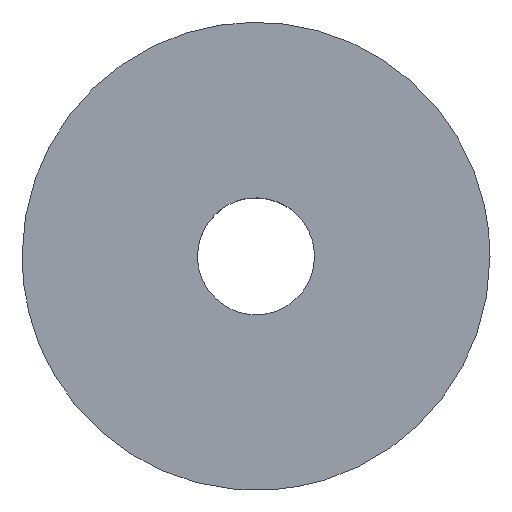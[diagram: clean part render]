
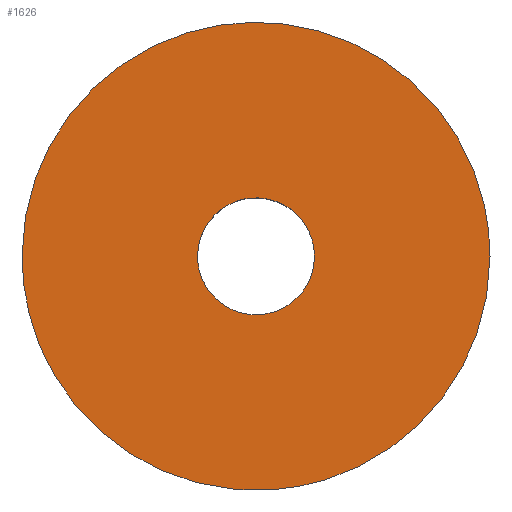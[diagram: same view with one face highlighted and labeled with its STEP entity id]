
A CAD part, top view. The second image highlights one B-rep face of the part: STEP entity #1626.
In plain terms, the highlighted free-form (B-spline) face has degree [1, 1] with [2, 2] control points.
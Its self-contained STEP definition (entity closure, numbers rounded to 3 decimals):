
#515=CARTESIAN_POINT('',(-0.177,1.49,6.0));
#516=VERTEX_POINT('',#515);
#517=CARTESIAN_POINT('',(1.5,0.0,6.0));
#518=VERTEX_POINT('',#517);
#519=CARTESIAN_POINT('',(-0.177,1.49,6.));
#520=CARTESIAN_POINT('',(-0.089,1.5,6.));
#521=CARTESIAN_POINT('',(0.0,1.5,6.0));
#522=CARTESIAN_POINT('',(1.5,1.5,6.0));
#523=CARTESIAN_POINT('',(1.5,0.0,6.0));
#531=(BOUNDED_CURVE()B_SPLINE_CURVE(2,(#519,#520,#521,#522,#523),.UNSPECIFIED.,.F.,.U.)B_SPLINE_CURVE_WITH_KNOTS((3,2,3),(0.23,0.25,0.5),.UNSPECIFIED.)CURVE()GEOMETRIC_REPRESENTATION_ITEM()RATIONAL_B_SPLINE_CURVE((0.956,0.976,1.0,0.707,1.0))REPRESENTATION_ITEM(''));
#532=EDGE_CURVE('',#516,#518,#531,.T.);
#573=CARTESIAN_POINT('',(0.092,-1.497,6.0));
#574=VERTEX_POINT('',#573);
#580=CARTESIAN_POINT('',(1.5,0.0,6.0));
#581=CARTESIAN_POINT('',(1.5,-1.411,6.));
#582=CARTESIAN_POINT('',(0.092,-1.497,6.0));
#590=(BOUNDED_CURVE()B_SPLINE_CURVE(2,(#580,#581,#582),.UNSPECIFIED.,.F.,.U.)B_SPLINE_CURVE_WITH_KNOTS((3,3),(0.5,0.739),.UNSPECIFIED.)CURVE()GEOMETRIC_REPRESENTATION_ITEM()RATIONAL_B_SPLINE_CURVE((1.0,0.72,0.976))REPRESENTATION_ITEM(''));
#591=EDGE_CURVE('',#518,#574,#590,.T.);
#614=CARTESIAN_POINT('',(-1.5,0.0,6.0));
#615=VERTEX_POINT('',#614);
#616=CARTESIAN_POINT('',(-1.5,0.0,6.0));
#617=CARTESIAN_POINT('',(-1.5,1.332,6.));
#618=CARTESIAN_POINT('',(-0.177,1.49,6.));
#626=(BOUNDED_CURVE()B_SPLINE_CURVE(2,(#616,#617,#618),.UNSPECIFIED.,.F.,.U.)B_SPLINE_CURVE_WITH_KNOTS((3,3),(0.0,0.23),.UNSPECIFIED.)CURVE()GEOMETRIC_REPRESENTATION_ITEM()RATIONAL_B_SPLINE_CURVE((1.0,0.731,0.956))REPRESENTATION_ITEM(''));
#627=EDGE_CURVE('',#615,#516,#626,.T.);
#629=CARTESIAN_POINT('',(0.092,-1.497,6.));
#630=CARTESIAN_POINT('',(0.046,-1.5,6.));
#631=CARTESIAN_POINT('',(0.0,-1.5,6.0));
#632=CARTESIAN_POINT('',(-1.5,-1.5,6.0));
#633=CARTESIAN_POINT('',(-1.5,0.0,6.0));
#641=(BOUNDED_CURVE()B_SPLINE_CURVE(2,(#629,#630,#631,#632,#633),.UNSPECIFIED.,.F.,.U.)B_SPLINE_CURVE_WITH_KNOTS((3,2,3),(0.739,0.75,1.0),.UNSPECIFIED.)CURVE()GEOMETRIC_REPRESENTATION_ITEM()RATIONAL_B_SPLINE_CURVE((0.976,0.988,1.0,0.707,1.0))REPRESENTATION_ITEM(''));
#642=EDGE_CURVE('',#574,#615,#641,.T.);
#1270=CARTESIAN_POINT('',(0.471,-5.982,6.));
#1271=VERTEX_POINT('',#1270);
#1277=CARTESIAN_POINT('',(-5.579,-2.207,6.));
#1278=VERTEX_POINT('',#1277);
#1279=CARTESIAN_POINT('',(0.471,-5.982,6.));
#1280=CARTESIAN_POINT('',(0.236,-6.,6.));
#1281=CARTESIAN_POINT('',(0.,-6.,6.));
#1282=CARTESIAN_POINT('',(-4.079,-6.,6.));
#1283=CARTESIAN_POINT('',(-5.579,-2.207,6.));
#1291=(BOUNDED_CURVE()B_SPLINE_CURVE(2,(#1279,#1280,#1281,#1282,#1283),.UNSPECIFIED.,.F.,.U.)B_SPLINE_CURVE_WITH_KNOTS((3,2,3),(0.736,0.75,0.938),.UNSPECIFIED.)CURVE()GEOMETRIC_REPRESENTATION_ITEM()RATIONAL_B_SPLINE_CURVE((0.97,0.984,1.0,0.78,0.89))REPRESENTATION_ITEM(''));
#1292=EDGE_CURVE('',#1271,#1278,#1291,.T.);
#1344=CARTESIAN_POINT('',(-6.0,0.0,6.0));
#1345=VERTEX_POINT('',#1344);
#1346=CARTESIAN_POINT('',(-5.579,-2.207,6.));
#1347=CARTESIAN_POINT('',(-6.,-1.144,6.));
#1348=CARTESIAN_POINT('',(-6.0,0.0,6.0));
#1356=(BOUNDED_CURVE()B_SPLINE_CURVE(2,(#1346,#1347,#1348),.UNSPECIFIED.,.F.,.U.)B_SPLINE_CURVE_WITH_KNOTS((3,3),(0.938,1.0),.UNSPECIFIED.)CURVE()GEOMETRIC_REPRESENTATION_ITEM()RATIONAL_B_SPLINE_CURVE((0.89,0.927,1.0))REPRESENTATION_ITEM(''));
#1357=EDGE_CURVE('',#1278,#1345,#1356,.T.);
#1359=CARTESIAN_POINT('',(6.0,0.0,6.0));
#1360=VERTEX_POINT('',#1359);
#1361=CARTESIAN_POINT('',(-6.0,0.0,6.0));
#1362=CARTESIAN_POINT('',(-6.0,6.0,6.0));
#1363=CARTESIAN_POINT('',(0.0,6.0,6.0));
#1364=CARTESIAN_POINT('',(6.0,6.0,6.0));
#1365=CARTESIAN_POINT('',(6.0,0.0,6.0));
#1373=(BOUNDED_CURVE()B_SPLINE_CURVE(2,(#1361,#1362,#1363,#1364,#1365),.UNSPECIFIED.,.F.,.U.)B_SPLINE_CURVE_WITH_KNOTS((3,2,3),(0.0,0.25,0.5),.UNSPECIFIED.)CURVE()GEOMETRIC_REPRESENTATION_ITEM()RATIONAL_B_SPLINE_CURVE((1.0,0.707,1.0,0.707,1.0))REPRESENTATION_ITEM(''));
#1374=EDGE_CURVE('',#1345,#1360,#1373,.T.);
#1376=CARTESIAN_POINT('',(6.0,0.0,6.0));
#1377=CARTESIAN_POINT('',(6.,-5.546,6.));
#1378=CARTESIAN_POINT('',(0.471,-5.982,6.));
#1386=(BOUNDED_CURVE()B_SPLINE_CURVE(2,(#1376,#1377,#1378),.UNSPECIFIED.,.F.,.U.)B_SPLINE_CURVE_WITH_KNOTS((3,3),(0.5,0.736),.UNSPECIFIED.)CURVE()GEOMETRIC_REPRESENTATION_ITEM()RATIONAL_B_SPLINE_CURVE((1.0,0.723,0.97))REPRESENTATION_ITEM(''));
#1387=EDGE_CURVE('',#1360,#1271,#1386,.T.);
#1609=CARTESIAN_POINT('',(6.599,-6.599,6.0));
#1610=CARTESIAN_POINT('',(-6.599,-6.599,6.0));
#1611=CARTESIAN_POINT('',(6.599,6.599,6.0));
#1612=CARTESIAN_POINT('',(-6.599,6.599,6.0));
#1613=B_SPLINE_SURFACE_WITH_KNOTS('',1,1,((#1609,#1611),(#1610,#1612)),.UNSPECIFIED.,.F.,.F.,.U.,(2,2),(2,2),(0.0,13.199),(0.0,13.199),.UNSPECIFIED.);
#1614=ORIENTED_EDGE('',*,*,#1357,.F.);
#1615=ORIENTED_EDGE('',*,*,#1292,.F.);
#1616=ORIENTED_EDGE('',*,*,#1387,.F.);
#1617=ORIENTED_EDGE('',*,*,#1374,.F.);
#1618=EDGE_LOOP('',(#1614,#1615,#1616,#1617));
#1619=FACE_OUTER_BOUND('',#1618,.T.);
#1620=ORIENTED_EDGE('',*,*,#591,.T.);
#1621=ORIENTED_EDGE('',*,*,#642,.T.);
#1622=ORIENTED_EDGE('',*,*,#627,.T.);
#1623=ORIENTED_EDGE('',*,*,#532,.T.);
#1624=EDGE_LOOP('',(#1620,#1621,#1622,#1623));
#1625=FACE_BOUND('',#1624,.T.);
#1626=ADVANCED_FACE('',(#1619,#1625),#1613,.F.);
